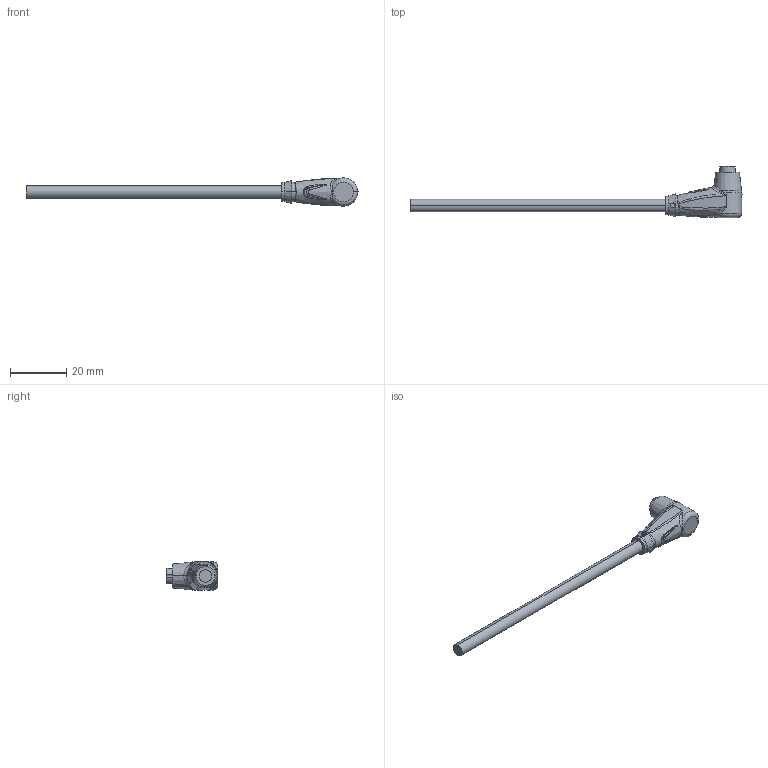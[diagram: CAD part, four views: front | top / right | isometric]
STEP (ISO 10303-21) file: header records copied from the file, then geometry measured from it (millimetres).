
FILE_DESCRIPTION((''),'2;1');
FILE_NAME('CAD-9193_SW0001','2024-09-26T14:52:21',('creinig-se'),(''),'CREO PARAMETRIC BY PTC INC, 2022284','CREO PARAMETRIC BY PTC INC, 2022284','');
FILE_SCHEMA(('CONFIG_CONTROL_DESIGN','SHAPE_APPEARANCE_LAYERS_GROUPS'));
Length unit declared in the file: millimetre
Products named in the file (1): CAD-9193_SW0001
Bounding box: 118.15 x 18.2 x 10 mm (x, y, z)
Volume: 3673.3 mm3; surface area: 2679.3 mm2
Topology: 1 solids, 1 shells, 333 faces, 853 edges, 542 vertices
Faces by surface type: plane 160, bspline 87, cylinder 58, torus 20, cone 8
Entity records: 20858 total; most frequent: CARTESIAN_POINT 11076, ORIENTED_EDGE 1704, DIRECTION 1261, EDGE_CURVE 852, VERTEX_POINT 542, VECTOR 441, LINE 441, AXIS2_PLACEMENT_3D 410
